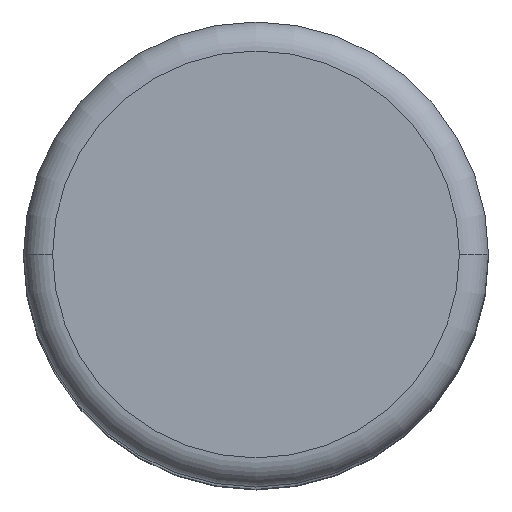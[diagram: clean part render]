
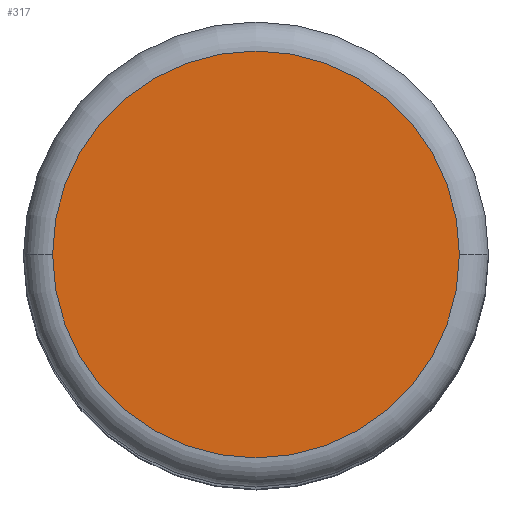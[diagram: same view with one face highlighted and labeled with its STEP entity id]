
A CAD part, top view. The second image highlights one B-rep face of the part: STEP entity #317.
In plain terms, the highlighted planar face has unit normal (0, 0, 1).
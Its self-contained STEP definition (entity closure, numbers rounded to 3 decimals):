
#17=CARTESIAN_POINT('',(0.,0.,0.));
#18=DIRECTION('',(0.,0.,1.));
#19=DIRECTION('',(-1.,0.,0.));
#20=AXIS2_PLACEMENT_3D('',#17,#18,#19);
#26=CARTESIAN_POINT('',(0.,0.,0.));
#27=DIRECTION('',(0.,0.,1.));
#28=DIRECTION('',(1.,0.,0.));
#29=AXIS2_PLACEMENT_3D('',#26,#27,#28);
#290=CARTESIAN_POINT('',(-3.5,0.,0.));
#291=CARTESIAN_POINT('',(3.5,0.,0.));
#292=VERTEX_POINT('',#290);
#293=VERTEX_POINT('',#291);
#306=CARTESIAN_POINT('',(0.,0.,0.));
#307=DIRECTION('',(0.,0.,1.));
#308=DIRECTION('',(1.,0.,0.));
#309=AXIS2_PLACEMENT_3D('',#306,#307,#308);
#310=PLANE('',#309);
#312=ORIENTED_EDGE('',*,*,#311,.F.);
#314=ORIENTED_EDGE('',*,*,#313,.F.);
#315=EDGE_LOOP('',(#312,#314));
#316=FACE_OUTER_BOUND('',#315,.F.);
#317=ADVANCED_FACE('',(#316),#310,.T.);
#21=CIRCLE('',#20,3.5);
#30=CIRCLE('',#29,3.5);
#311=EDGE_CURVE('',#292,#293,#21,.T.);
#313=EDGE_CURVE('',#293,#292,#30,.T.);
